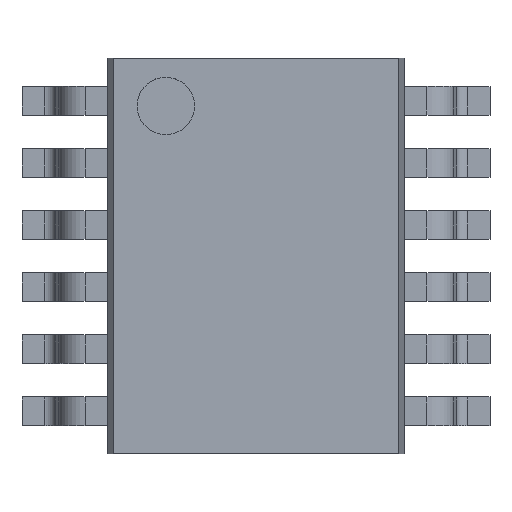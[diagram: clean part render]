
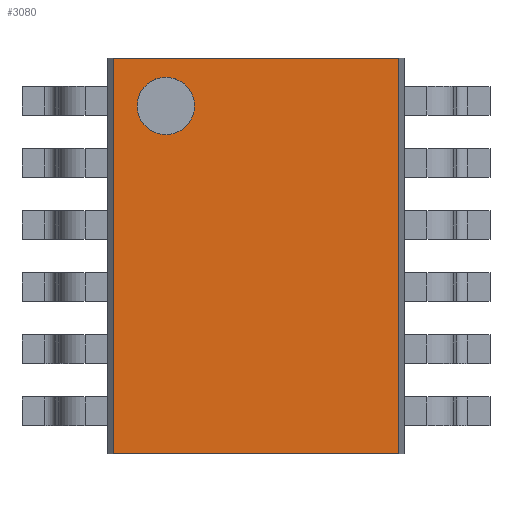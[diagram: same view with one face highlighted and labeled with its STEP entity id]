
A CAD part, top view. The second image highlights one B-rep face of the part: STEP entity #3080.
In plain terms, the highlighted planar face has unit normal (0, 0, 1).
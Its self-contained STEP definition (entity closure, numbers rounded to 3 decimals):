
#31=FACE_BOUND($,#369,.T.);
#33=CIRCLE($,#3286,0.3);
#187=FACE_OUTER_BOUND($,#368,.T.);
#368=EDGE_LOOP($,(#2056,#2057,#2058,#2059));
#369=EDGE_LOOP($,(#2060));
#545=LINE($,#4487,#905);
#559=LINE($,#4520,#919);
#560=LINE($,#4523,#920);
#561=LINE($,#4524,#921);
#905=VECTOR($,#3565,2.989);
#919=VECTOR($,#3597,4.141);
#920=VECTOR($,#3600,2.989);
#921=VECTOR($,#3601,4.141);
#1265=VERTEX_POINT($,#4484);
#1266=VERTEX_POINT($,#4486);
#1275=VERTEX_POINT($,#4514);
#1276=VERTEX_POINT($,#4518);
#1277=VERTEX_POINT($,#4522);
#1571=EDGE_CURVE($,#1266,#1265,#545,.T.);
#1585=EDGE_CURVE($,#1275,#1275,#33,.T.);
#1587=EDGE_CURVE($,#1265,#1276,#559,.T.);
#1588=EDGE_CURVE($,#1276,#1277,#560,.T.);
#1589=EDGE_CURVE($,#1266,#1277,#561,.T.);
#2056=ORIENTED_EDGE($,*,*,#1571,.T.);
#2057=ORIENTED_EDGE($,*,*,#1587,.T.);
#2058=ORIENTED_EDGE($,*,*,#1588,.T.);
#2059=ORIENTED_EDGE($,*,*,#1589,.F.);
#2060=ORIENTED_EDGE($,*,*,#1585,.T.);
#2948=PLANE($,#3289);
#3080=ADVANCED_FACE($,(#187,#31),#2948,.T.);
#3286=AXIS2_PLACEMENT_3D($,#4515,#3590,#3591);
#3289=AXIS2_PLACEMENT_3D($,#4521,#3598,#3599);
#3565=DIRECTION($,(1.,0.,0.));
#3590=DIRECTION('center_axis',(0.,0.,-1.));
#3591=DIRECTION('ref_axis',(-1.,0.,0.));
#3597=DIRECTION($,(0.,1.,0.));
#3598=DIRECTION('center_axis',(0.,0.,1.));
#3599=DIRECTION('ref_axis',(1.,0.,0.));
#3600=DIRECTION($,(-1.,0.,0.));
#3601=DIRECTION($,(0.,1.,0.));
#4484=CARTESIAN_POINT('',(1.494,-2.071,1.1));
#4486=CARTESIAN_POINT('',(-1.494,-2.071,1.1));
#4487=CARTESIAN_POINT($,(0.722,-2.071,1.1));
#4514=CARTESIAN_POINT('',(-1.244,1.571,1.1));
#4515=CARTESIAN_POINT('Origin',(-0.944,1.571,1.1));
#4518=CARTESIAN_POINT('',(1.494,2.071,1.1));
#4520=CARTESIAN_POINT($,(1.494,-1.03,1.1));
#4521=CARTESIAN_POINT('Origin',(1.444,-1.03,1.1));
#4522=CARTESIAN_POINT('',(-1.494,2.071,1.1));
#4523=CARTESIAN_POINT($,(-1.444,2.071,1.1));
#4524=CARTESIAN_POINT($,(-1.494,-1.03,1.1));
